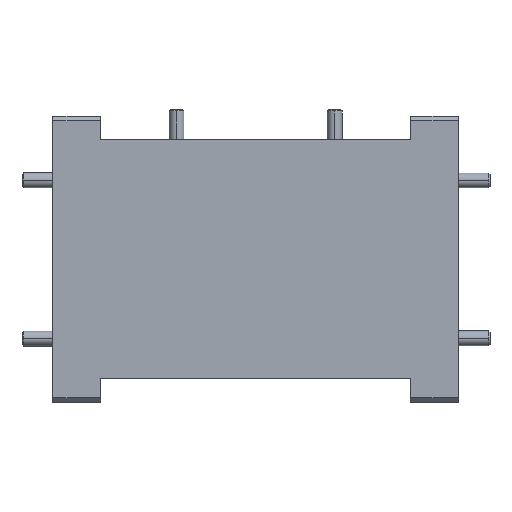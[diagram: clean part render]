
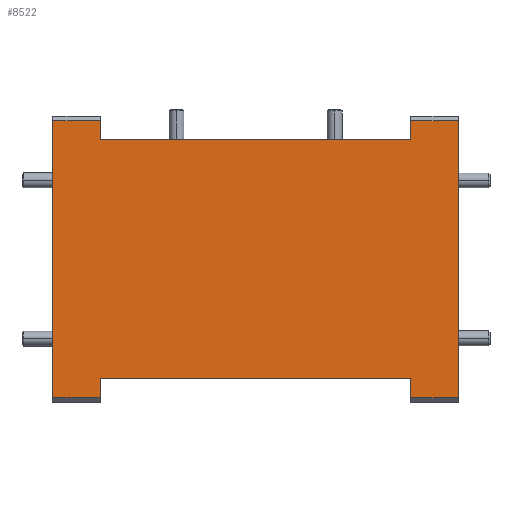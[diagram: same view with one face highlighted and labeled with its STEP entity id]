
A CAD part, top view. The second image highlights one B-rep face of the part: STEP entity #8522.
In plain terms, the highlighted planar face has unit normal (0, 0, 1).
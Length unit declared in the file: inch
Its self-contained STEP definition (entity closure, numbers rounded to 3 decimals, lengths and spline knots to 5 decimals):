
#245 = CARTESIAN_POINT ( 'NONE',  ( -3.7861, 0.53267, 1.39341 ) ) ;
#370 = CARTESIAN_POINT ( 'NONE',  ( -3.5861, 1.61267, 1.39341 ) ) ;
#473 = VECTOR ( 'NONE', #5120, 39.37008 ) ;
#492 = VERTEX_POINT ( 'NONE', #4839 ) ;
#535 = CARTESIAN_POINT ( 'NONE',  ( -2.2861, 0.61267, 1.39341 ) ) ;
#1026 = DIRECTION ( 'NONE',  ( 1., 0., 0. ) ) ;
#1069 = VECTOR ( 'NONE', #18027, 39.37008 ) ;
#1171 = LINE ( 'NONE', #4127, #8602 ) ;
#1930 = VERTEX_POINT ( 'NONE', #16983 ) ;
#2171 = DIRECTION ( 'NONE',  ( 1., 0., 0. ) ) ;
#2268 = EDGE_CURVE ( 'NONE', #2700, #11848, #13933, .T. ) ;
#2686 = ORIENTED_EDGE ( 'NONE', *, *, #5604, .F. ) ;
#2700 = VERTEX_POINT ( 'NONE', #3603 ) ;
#2890 = EDGE_CURVE ( 'NONE', #6880, #5380, #14693, .T. ) ;
#2926 = ORIENTED_EDGE ( 'NONE', *, *, #6907, .T. ) ;
#2988 = DIRECTION ( 'NONE',  ( 0., -1., 0. ) ) ;
#3317 = CARTESIAN_POINT ( 'NONE',  ( -3.7861, 1.69267, 1.39341 ) ) ;
#3382 = DIRECTION ( 'NONE',  ( 0., 0., -1. ) ) ;
#3486 = LINE ( 'NONE', #3317, #15332 ) ;
#3553 = VERTEX_POINT ( 'NONE', #8200 ) ;
#3603 = CARTESIAN_POINT ( 'NONE',  ( -2.2861, 0.53267, 1.39341 ) ) ;
#4127 = CARTESIAN_POINT ( 'NONE',  ( -2.2861, 0.61267, 1.39341 ) ) ;
#4280 = VERTEX_POINT ( 'NONE', #16558 ) ;
#4602 = VECTOR ( 'NONE', #6025, 39.37008 ) ;
#4839 = CARTESIAN_POINT ( 'NONE',  ( -3.7861, 1.69267, 1.39341 ) ) ;
#4998 = CARTESIAN_POINT ( 'NONE',  ( -2.2861, 1.61267, 1.39341 ) ) ;
#5046 = EDGE_LOOP ( 'NONE', ( #2686, #9057, #8285, #15425, #9188, #12658, #14022, #13164, #7781, #8751, #2926, #6162 ) ) ;
#5120 = DIRECTION ( 'NONE',  ( 0., -1., 0. ) ) ;
#5380 = VERTEX_POINT ( 'NONE', #6091 ) ;
#5413 = CARTESIAN_POINT ( 'NONE',  ( -2.2861, 0.61267, 1.39341 ) ) ;
#5604 = EDGE_CURVE ( 'NONE', #15399, #492, #8131, .T. ) ;
#6025 = DIRECTION ( 'NONE',  ( -1., 0., 0. ) ) ;
#6091 = CARTESIAN_POINT ( 'NONE',  ( -3.5861, 0.53267, 1.39341 ) ) ;
#6105 = DIRECTION ( 'NONE',  ( -1., 0., 0. ) ) ;
#6162 = ORIENTED_EDGE ( 'NONE', *, *, #8085, .T. ) ;
#6170 = VERTEX_POINT ( 'NONE', #17202 ) ;
#6269 = DIRECTION ( 'NONE',  ( 0., -1., 0. ) ) ;
#6591 = VERTEX_POINT ( 'NONE', #9981 ) ;
#6880 = VERTEX_POINT ( 'NONE', #11699 ) ;
#6907 = EDGE_CURVE ( 'NONE', #6170, #4280, #11968, .T. ) ;
#7202 = CARTESIAN_POINT ( 'NONE',  ( -3.5861, 0.61267, 1.39341 ) ) ;
#7781 = ORIENTED_EDGE ( 'NONE', *, *, #17715, .F. ) ;
#7786 = DIRECTION ( 'NONE',  ( 1., 0., 0. ) ) ;
#8085 = EDGE_CURVE ( 'NONE', #4280, #492, #3486, .T. ) ;
#8131 = LINE ( 'NONE', #13918, #10349 ) ;
#8200 = CARTESIAN_POINT ( 'NONE',  ( -2.0861, 1.69267, 1.39341 ) ) ;
#8222 = EDGE_CURVE ( 'NONE', #11894, #2700, #12529, .T. ) ;
#8285 = ORIENTED_EDGE ( 'NONE', *, *, #2890, .F. ) ;
#8290 = CARTESIAN_POINT ( 'NONE',  ( -3.5861, 1.61267, 1.39341 ) ) ;
#8522 = ADVANCED_FACE ( 'NONE', ( #10459 ), #10637, .F. ) ;
#8602 = VECTOR ( 'NONE', #18579, 39.37008 ) ;
#8751 = ORIENTED_EDGE ( 'NONE', *, *, #17662, .F. ) ;
#9057 = ORIENTED_EDGE ( 'NONE', *, *, #17569, .T. ) ;
#9188 = ORIENTED_EDGE ( 'NONE', *, *, #8222, .T. ) ;
#9474 = VECTOR ( 'NONE', #13383, 39.37008 ) ;
#9981 = CARTESIAN_POINT ( 'NONE',  ( -2.2861, 1.69267, 1.39341 ) ) ;
#10349 = VECTOR ( 'NONE', #11071, 39.37008 ) ;
#10459 = FACE_OUTER_BOUND ( 'NONE', #5046, .T. ) ;
#10637 = PLANE ( 'NONE',  #14507 ) ;
#11071 = DIRECTION ( 'NONE',  ( 0., 1., 0. ) ) ;
#11699 = CARTESIAN_POINT ( 'NONE',  ( -3.5861, 0.61267, 1.39341 ) ) ;
#11714 = CARTESIAN_POINT ( 'NONE',  ( -3.7861, 1.69267, 1.39341 ) ) ;
#11848 = VERTEX_POINT ( 'NONE', #15070 ) ;
#11894 = VERTEX_POINT ( 'NONE', #535 ) ;
#11968 = LINE ( 'NONE', #370, #14231 ) ;
#12077 = LINE ( 'NONE', #11714, #4602 ) ;
#12419 = CARTESIAN_POINT ( 'NONE',  ( -2.0861, 0.51267, 1.39341 ) ) ;
#12444 = EDGE_CURVE ( 'NONE', #3553, #6591, #12077, .T. ) ;
#12529 = LINE ( 'NONE', #5413, #473 ) ;
#12658 = ORIENTED_EDGE ( 'NONE', *, *, #2268, .T. ) ;
#12954 = EDGE_CURVE ( 'NONE', #11848, #3553, #13570, .T. ) ;
#13164 = ORIENTED_EDGE ( 'NONE', *, *, #12444, .T. ) ;
#13383 = DIRECTION ( 'NONE',  ( 0., 1., 0. ) ) ;
#13570 = LINE ( 'NONE', #12419, #1069 ) ;
#13600 = LINE ( 'NONE', #15107, #18048 ) ;
#13918 = CARTESIAN_POINT ( 'NONE',  ( -3.7861, 0.51267, 1.39341 ) ) ;
#13933 = LINE ( 'NONE', #15245, #17703 ) ;
#14022 = ORIENTED_EDGE ( 'NONE', *, *, #12954, .T. ) ;
#14231 = VECTOR ( 'NONE', #16142, 39.37008 ) ;
#14267 = LINE ( 'NONE', #8290, #16148 ) ;
#14507 = AXIS2_PLACEMENT_3D ( 'NONE', #16486, #3382, #6269 ) ;
#14628 = VECTOR ( 'NONE', #2988, 39.37008 ) ;
#14693 = LINE ( 'NONE', #7202, #14628 ) ;
#15070 = CARTESIAN_POINT ( 'NONE',  ( -2.0861, 0.53267, 1.39341 ) ) ;
#15107 = CARTESIAN_POINT ( 'NONE',  ( -3.5861, 0.53267, 1.39341 ) ) ;
#15245 = CARTESIAN_POINT ( 'NONE',  ( -2.0861, 0.53267, 1.39341 ) ) ;
#15332 = VECTOR ( 'NONE', #6105, 39.37008 ) ;
#15399 = VERTEX_POINT ( 'NONE', #245 ) ;
#15425 = ORIENTED_EDGE ( 'NONE', *, *, #18043, .F. ) ;
#16142 = DIRECTION ( 'NONE',  ( 0., 1., 0. ) ) ;
#16148 = VECTOR ( 'NONE', #1026, 39.37008 ) ;
#16307 = LINE ( 'NONE', #4998, #9474 ) ;
#16486 = CARTESIAN_POINT ( 'NONE',  ( 0., 0., 1.39341 ) ) ;
#16558 = CARTESIAN_POINT ( 'NONE',  ( -3.5861, 1.69267, 1.39341 ) ) ;
#16983 = CARTESIAN_POINT ( 'NONE',  ( -2.2861, 1.61267, 1.39341 ) ) ;
#17202 = CARTESIAN_POINT ( 'NONE',  ( -3.5861, 1.61267, 1.39341 ) ) ;
#17569 = EDGE_CURVE ( 'NONE', #15399, #5380, #13600, .T. ) ;
#17662 = EDGE_CURVE ( 'NONE', #6170, #1930, #14267, .T. ) ;
#17703 = VECTOR ( 'NONE', #7786, 39.37008 ) ;
#17715 = EDGE_CURVE ( 'NONE', #1930, #6591, #16307, .T. ) ;
#18027 = DIRECTION ( 'NONE',  ( 0., 1., 0. ) ) ;
#18043 = EDGE_CURVE ( 'NONE', #11894, #6880, #1171, .T. ) ;
#18048 = VECTOR ( 'NONE', #2171, 39.37008 ) ;
#18579 = DIRECTION ( 'NONE',  ( -1., 0., 0. ) ) ;
